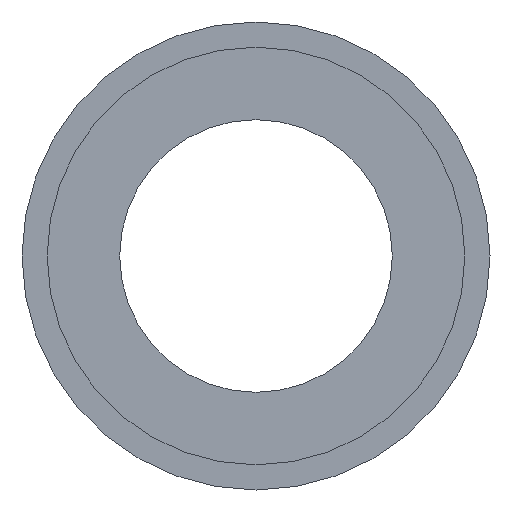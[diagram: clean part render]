
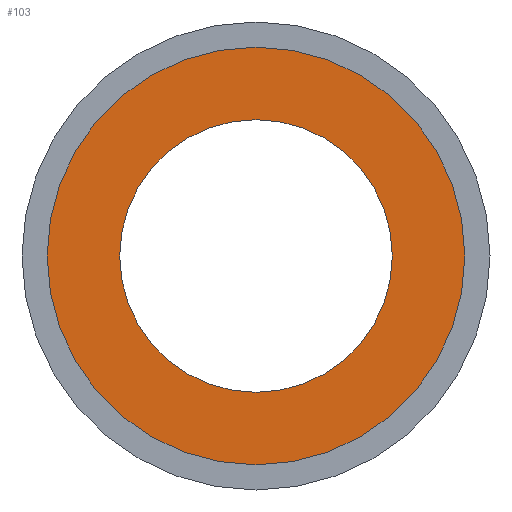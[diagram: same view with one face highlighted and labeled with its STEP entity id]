
A CAD part, front view. The second image highlights one B-rep face of the part: STEP entity #103.
In plain terms, the highlighted planar face has unit normal (0, -1, 0).
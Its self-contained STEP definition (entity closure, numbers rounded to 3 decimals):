
#1 = FACE_OUTER_BOUND ( 'NONE', #420, .T. ) ;
#4 = CARTESIAN_POINT ( 'NONE',  ( 0., 5.5, 0. ) ) ;
#9 = AXIS2_PLACEMENT_3D ( 'NONE', #241, #417, #194 ) ;
#12 = FACE_BOUND ( 'NONE', #68, .T. ) ;
#41 = AXIS2_PLACEMENT_3D ( 'NONE', #259, #74, #92 ) ;
#49 = CARTESIAN_POINT ( 'NONE',  ( 0., 5.5, 17.6 ) ) ;
#68 = EDGE_LOOP ( 'NONE', ( #146, #69 ) ) ;
#69 = ORIENTED_EDGE ( 'NONE', *, *, #394, .T. ) ;
#74 = DIRECTION ( 'NONE',  ( 0., 1., 0. ) ) ;
#90 = DIRECTION ( 'NONE',  ( 0., 1., 0. ) ) ;
#92 = DIRECTION ( 'NONE',  ( 0., 0., 1. ) ) ;
#93 = VERTEX_POINT ( 'NONE', #372 ) ;
#103 = ADVANCED_FACE ( 'NONE', ( #1, #12 ), #218, .F. ) ;
#134 = CARTESIAN_POINT ( 'NONE',  ( 0., 5.5, -17.6 ) ) ;
#137 = CARTESIAN_POINT ( 'NONE',  ( 0., 5.5, -11.1 ) ) ;
#140 = EDGE_CURVE ( 'NONE', #141, #302, #273, .T. ) ;
#141 = VERTEX_POINT ( 'NONE', #134 ) ;
#146 = ORIENTED_EDGE ( 'NONE', *, *, #426, .T. ) ;
#154 = AXIS2_PLACEMENT_3D ( 'NONE', #4, #347, #204 ) ;
#167 = ORIENTED_EDGE ( 'NONE', *, *, #345, .F. ) ;
#194 = DIRECTION ( 'NONE',  ( 0., 0., 1. ) ) ;
#204 = DIRECTION ( 'NONE',  ( 0., 0., 1. ) ) ;
#205 = AXIS2_PLACEMENT_3D ( 'NONE', #422, #250, #296 ) ;
#218 = PLANE ( 'NONE',  #232 ) ;
#224 = CARTESIAN_POINT ( 'NONE',  ( 17.6, 5.5, 0. ) ) ;
#232 = AXIS2_PLACEMENT_3D ( 'NONE', #224, #90, #383 ) ;
#241 = CARTESIAN_POINT ( 'NONE',  ( 0., 5.5, 0. ) ) ;
#250 = DIRECTION ( 'NONE',  ( 0., 1., 0. ) ) ;
#259 = CARTESIAN_POINT ( 'NONE',  ( 0., 5.5, 0. ) ) ;
#273 = CIRCLE ( 'NONE', #154, 17.6 ) ;
#290 = VERTEX_POINT ( 'NONE', #137 ) ;
#296 = DIRECTION ( 'NONE',  ( 0., 0., 1. ) ) ;
#302 = VERTEX_POINT ( 'NONE', #49 ) ;
#320 = CIRCLE ( 'NONE', #205, 17.6 ) ;
#345 = EDGE_CURVE ( 'NONE', #302, #141, #320, .T. ) ;
#347 = DIRECTION ( 'NONE',  ( 0., 1., 0. ) ) ;
#372 = CARTESIAN_POINT ( 'NONE',  ( 0., 5.5, 11.1 ) ) ;
#378 = ORIENTED_EDGE ( 'NONE', *, *, #140, .F. ) ;
#379 = CIRCLE ( 'NONE', #41, 11.1 ) ;
#383 = DIRECTION ( 'NONE',  ( 0., 0., 1. ) ) ;
#394 = EDGE_CURVE ( 'NONE', #290, #93, #379, .T. ) ;
#417 = DIRECTION ( 'NONE',  ( 0., 1., 0. ) ) ;
#420 = EDGE_LOOP ( 'NONE', ( #167, #378 ) ) ;
#422 = CARTESIAN_POINT ( 'NONE',  ( 0., 5.5, 0. ) ) ;
#426 = EDGE_CURVE ( 'NONE', #93, #290, #430, .T. ) ;
#430 = CIRCLE ( 'NONE', #9, 11.1 ) ;
